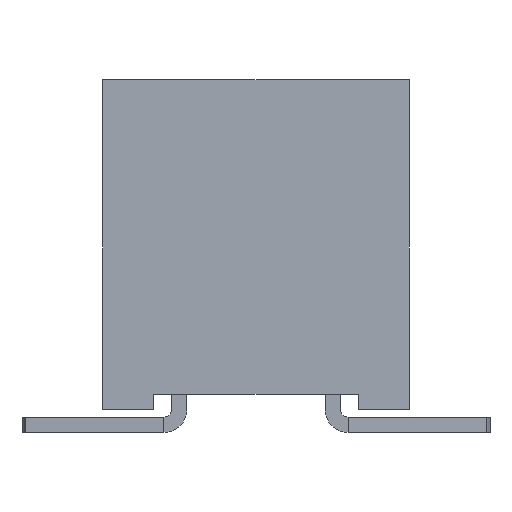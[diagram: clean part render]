
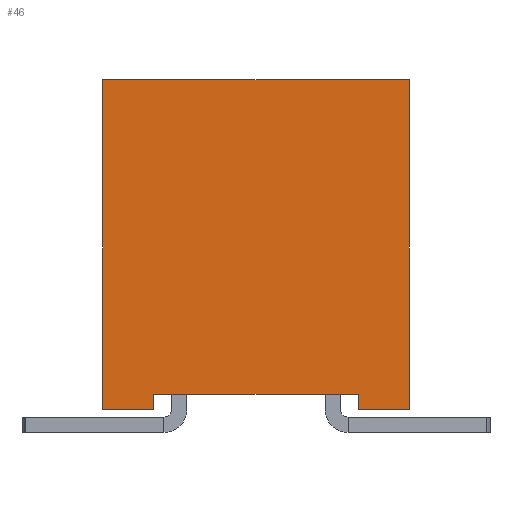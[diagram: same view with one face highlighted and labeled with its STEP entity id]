
A CAD part, front view. The second image highlights one B-rep face of the part: STEP entity #46.
In plain terms, the highlighted planar face has unit normal (0, -1, 0).
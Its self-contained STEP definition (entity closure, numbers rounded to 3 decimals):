
#13=DIRECTION('',(0.,0.,1.));
#21=EDGE_CURVE('',#22,#24,#26,.T.);
#22=VERTEX_POINT('',#23);
#23=CARTESIAN_POINT('',(2.,-40.,0.25));
#24=VERTEX_POINT('',#25);
#25=CARTESIAN_POINT('',(2.,-40.,4.55));
#26=LINE('',#23,#27);
#27=VECTOR('',#13,1.);
#34=DIRECTION('',(0.,1.,0.));
#46=ADVANCED_FACE('',(#47),#84,.F.);
#47=FACE_BOUND('',#48,.F.);
#48=EDGE_LOOP('',(#49,#58,#63,#66,#67,#71,#76,#81));
#49=ORIENTED_EDGE('',*,*,#50,.F.);
#50=EDGE_CURVE('',#51,#53,#55,.T.);
#51=VERTEX_POINT('',#52);
#52=CARTESIAN_POINT('',(-2.,-40.,0.25));
#53=VERTEX_POINT('',#54);
#54=CARTESIAN_POINT('',(-1.333,-40.,0.25));
#55=LINE('',#52,#56);
#56=VECTOR('',#57,1.);
#57=DIRECTION('',(1.,0.,0.));
#58=ORIENTED_EDGE('',*,*,#59,.T.);
#59=EDGE_CURVE('',#51,#60,#62,.T.);
#60=VERTEX_POINT('',#61);
#61=CARTESIAN_POINT('',(-2.,-40.,4.55));
#62=LINE('',#52,#27);
#63=ORIENTED_EDGE('',*,*,#64,.T.);
#64=EDGE_CURVE('',#60,#24,#65,.T.);
#65=LINE('',#61,#56);
#66=ORIENTED_EDGE('',*,*,#21,.F.);
#67=ORIENTED_EDGE('',*,*,#68,.F.);
#68=EDGE_CURVE('',#69,#22,#55,.T.);
#69=VERTEX_POINT('',#70);
#70=CARTESIAN_POINT('',(1.333,-40.,0.25));
#71=ORIENTED_EDGE('',*,*,#72,.T.);
#72=EDGE_CURVE('',#69,#73,#75,.T.);
#73=VERTEX_POINT('',#74);
#74=CARTESIAN_POINT('',(1.333,-40.,0.45));
#75=LINE('',#70,#27);
#76=ORIENTED_EDGE('',*,*,#77,.F.);
#77=EDGE_CURVE('',#78,#73,#80,.T.);
#78=VERTEX_POINT('',#79);
#79=CARTESIAN_POINT('',(-1.333,-40.,0.45));
#80=LINE('',#79,#56);
#81=ORIENTED_EDGE('',*,*,#82,.F.);
#82=EDGE_CURVE('',#53,#78,#83,.T.);
#83=LINE('',#54,#27);
#84=PLANE('',#85);
#85=AXIS2_PLACEMENT_3D('',#52,#34,#57);
